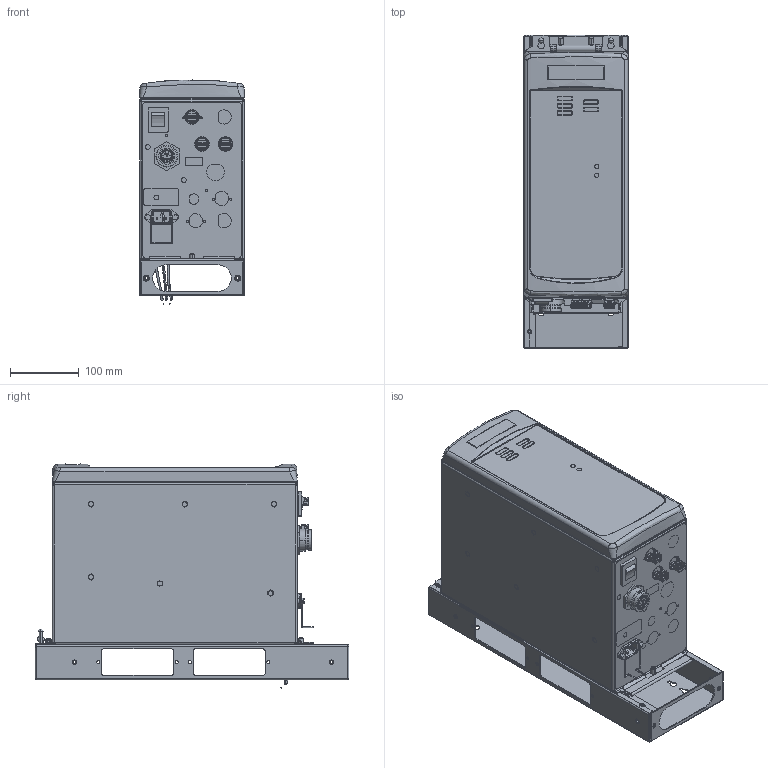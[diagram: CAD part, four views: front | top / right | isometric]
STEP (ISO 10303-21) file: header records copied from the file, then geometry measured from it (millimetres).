
FILE_DESCRIPTION((''),'2;1');
FILE_NAME('QB0101','2014-09-25T',('VST0704'),(''),'PRO/ENGINEER BY PARAMETRIC TECHNOLOGY CORPORATION, 2010430','PRO/ENGINEER BY PARAMETRIC TECHNOLOGY CORPORATION, 2010430','');
FILE_SCHEMA(('CONFIG_CONTROL_DESIGN'));
Length unit declared in the file: inch
Products named in the file (1): QB0101
Bounding box: 154 x 457.2 x 326.58 mm (x, y, z)
Surface area: 705676.1 mm2 (no closed solid volume)
Topology: 0 solids, 138 shells, 1107 faces, 4865 edges, 3740 vertices
Faces by surface type: plane 630, cylinder 324, cone 75, bspline 47, torus 23, sphere 8
Entity records: 57595 total; most frequent: CARTESIAN_POINT 18724, DIRECTION 8054, ORIENTED_EDGE 6774, EDGE_CURVE 4849, VERTEX_POINT 3740, VECTOR 2906, LINE 2906, AXIS2_PLACEMENT_3D 2574
